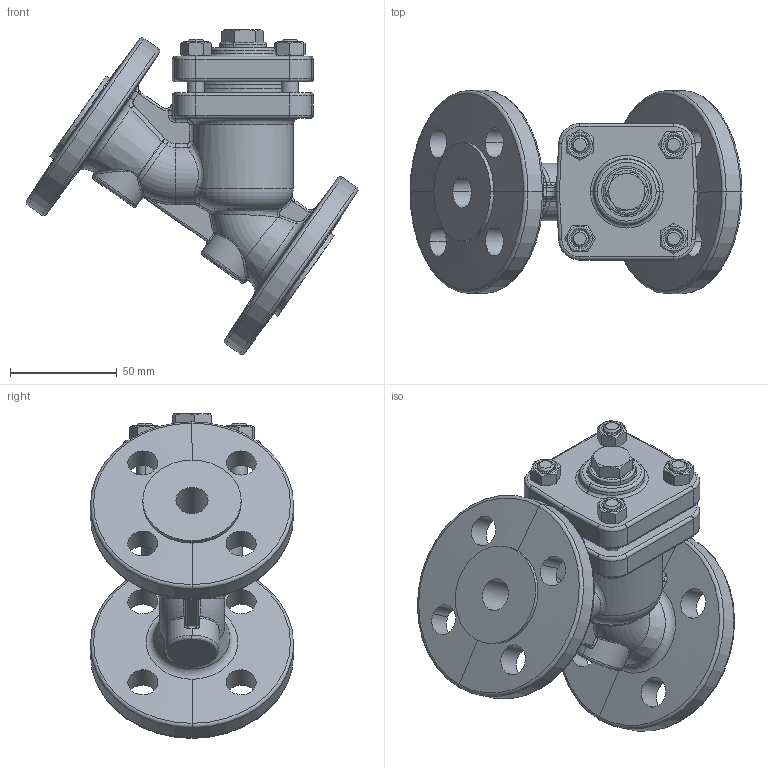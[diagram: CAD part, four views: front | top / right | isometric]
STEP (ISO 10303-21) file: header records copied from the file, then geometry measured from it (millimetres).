
FILE_DESCRIPTION (( 'STEP AP203' ), '1' );
FILE_NAME ('821_DN15_PN16.STEP', '2010-01-08T11:21:48', ( 'Piotr Zlobecki' ), ( 'ZETKAMA SA' ), 'SwSTEP 2.0', 'SolidWorks 2010', '' );
FILE_SCHEMA (( 'CONFIG_CONTROL_DESIGN' ));
Length unit declared in the file: millimetre
Products named in the file (1): 821_DN15_PN16
Bounding box: 155.2 x 95 x 151.86 mm (x, y, z)
Volume: 352386.3 mm3; surface area: 101192.8 mm2
Topology: 97 solids, 97 shells, 949 faces, 2072 edges, 1237 vertices
Faces by surface type: plane 327, cylinder 246, torus 213, cone 80, bspline 77, sphere 6
Entity records: 46818 total; most frequent: CARTESIAN_POINT 25968, DIRECTION 4568, ORIENTED_EDGE 4116, EDGE_CURVE 2058, AXIS2_PLACEMENT_3D 1915, VERTEX_POINT 1237, CIRCLE 1042, EDGE_LOOP 1007
